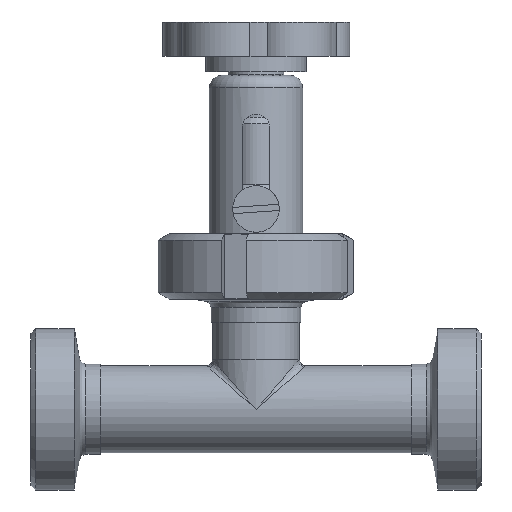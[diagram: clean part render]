
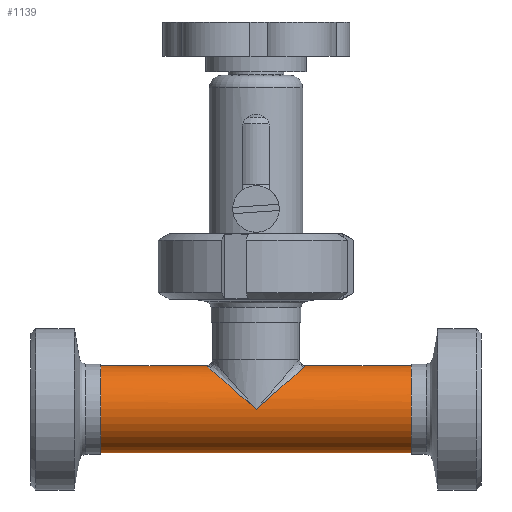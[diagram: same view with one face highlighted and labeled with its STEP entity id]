
A CAD part, front view. The second image highlights one B-rep face of the part: STEP entity #1139.
In plain terms, the highlighted cylindrical face has radius 14 mm (diameter 28 mm), a full revolution.
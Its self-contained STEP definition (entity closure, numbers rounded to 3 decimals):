
#813=CARTESIAN_POINT('',(0.0,14.,0.0));
#814=VERTEX_POINT('',#813);
#815=CARTESIAN_POINT('',(0.0,-14.,0.0));
#816=VERTEX_POINT('',#815);
#817=CARTESIAN_POINT('',(0.0,0.0,0.0));
#818=DIRECTION('',(0.659,0.0,0.753));
#819=DIRECTION('',(-0.753,0.0,0.659));
#820=AXIS2_PLACEMENT_3D('',#817,#818,#819);
#821=ELLIPSE('',#820,21.26,14.);
#822=EDGE_CURVE('',#814,#816,#821,.T.);
#1014=CARTESIAN_POINT('',(0.0,0.0,0.0));
#1015=DIRECTION('',(-0.659,0.0,0.753));
#1016=DIRECTION('',(0.753,0.0,0.659));
#1017=AXIS2_PLACEMENT_3D('',#1014,#1015,#1016);
#1018=ELLIPSE('',#1017,21.26,14.);
#1019=EDGE_CURVE('',#816,#814,#1018,.T.);
#1108=CARTESIAN_POINT('',(0.0,0.0,0.0));
#1109=DIRECTION('',(-1.0,0.0,0.0));
#1110=DIRECTION('',(0.0,-1.0,0.0));
#1111=AXIS2_PLACEMENT_3D('',#1108,#1109,#1110);
#1112=CYLINDRICAL_SURFACE('',#1111,14.);
#1113=CARTESIAN_POINT('',(-50.0,-14.,0.0));
#1114=VERTEX_POINT('',#1113);
#1115=CARTESIAN_POINT('',(-50.0,0.0,0.0));
#1116=DIRECTION('',(-1.0,0.0,0.0));
#1117=DIRECTION('',(0.0,-1.0,0.0));
#1118=AXIS2_PLACEMENT_3D('',#1115,#1116,#1117);
#1119=CIRCLE('',#1118,14.);
#1120=EDGE_CURVE('',#1114,#1114,#1119,.T.);
#1121=ORIENTED_EDGE('',*,*,#1120,.F.);
#1122=EDGE_LOOP('',(#1121));
#1123=FACE_OUTER_BOUND('',#1122,.T.);
#1124=ORIENTED_EDGE('',*,*,#1019,.F.);
#1125=ORIENTED_EDGE('',*,*,#822,.F.);
#1126=EDGE_LOOP('',(#1124,#1125));
#1127=FACE_BOUND('',#1126,.T.);
#1128=CARTESIAN_POINT('',(50.0,-14.,0.0));
#1129=VERTEX_POINT('',#1128);
#1130=CARTESIAN_POINT('',(50.0,0.0,0.0));
#1131=DIRECTION('',(-1.0,0.0,0.0));
#1132=DIRECTION('',(0.0,-1.0,0.0));
#1133=AXIS2_PLACEMENT_3D('',#1130,#1131,#1132);
#1134=CIRCLE('',#1133,14.);
#1135=EDGE_CURVE('',#1129,#1129,#1134,.T.);
#1136=ORIENTED_EDGE('',*,*,#1135,.T.);
#1137=EDGE_LOOP('',(#1136));
#1138=FACE_BOUND('',#1137,.T.);
#1139=ADVANCED_FACE('',(#1123,#1127,#1138),#1112,.T.);
